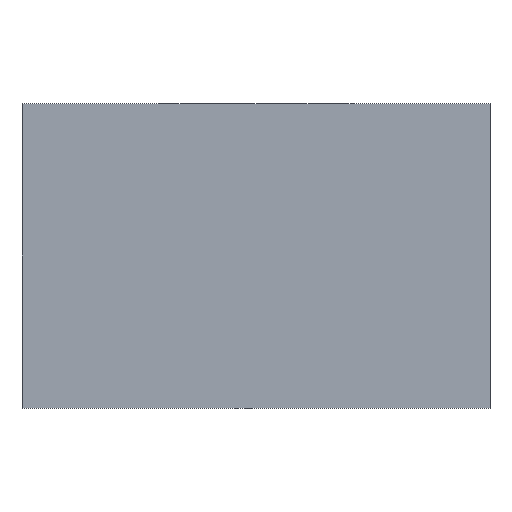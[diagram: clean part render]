
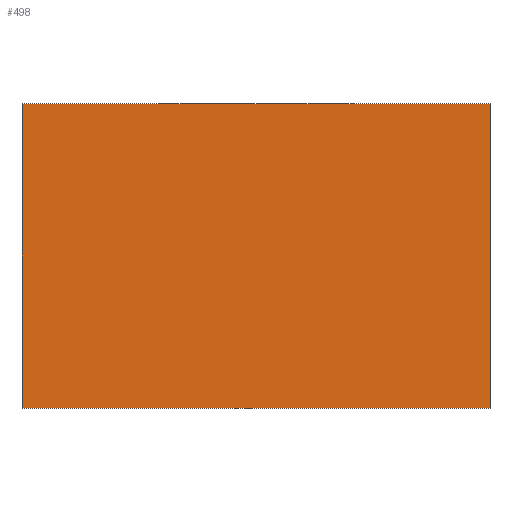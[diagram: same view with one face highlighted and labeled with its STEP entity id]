
A CAD part, front view. The second image highlights one B-rep face of the part: STEP entity #498.
In plain terms, the highlighted planar face has unit normal (0, -1, 0).
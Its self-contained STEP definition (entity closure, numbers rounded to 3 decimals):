
#32=PLANE('',#565);
#59=FACE_OUTER_BOUND('',#89,.T.);
#89=EDGE_LOOP('',(#456,#457,#458,#459));
#96=LINE('',#740,#140);
#107=LINE('',#782,#151);
#124=LINE('',#838,#168);
#132=LINE('',#858,#176);
#140=VECTOR('',#584,10.);
#151=VECTOR('',#623,10.);
#168=VECTOR('',#688,10.);
#176=VECTOR('',#712,10.);
#212=VERTEX_POINT('',#737);
#213=VERTEX_POINT('',#739);
#230=VERTEX_POINT('',#781);
#245=VERTEX_POINT('',#837);
#259=EDGE_CURVE('',#213,#212,#96,.T.);
#280=EDGE_CURVE('',#213,#230,#107,.T.);
#308=EDGE_CURVE('',#245,#212,#124,.T.);
#318=EDGE_CURVE('',#245,#230,#132,.T.);
#456=ORIENTED_EDGE('',*,*,#259,.T.);
#457=ORIENTED_EDGE('',*,*,#308,.F.);
#458=ORIENTED_EDGE('',*,*,#318,.T.);
#459=ORIENTED_EDGE('',*,*,#280,.F.);
#498=ADVANCED_FACE('',(#59),#32,.T.);
#565=AXIS2_PLACEMENT_3D('',#861,#716,#717);
#584=DIRECTION('',(0.,0.,1.));
#623=DIRECTION('',(-1.,0.,0.));
#688=DIRECTION('',(1.,0.,0.));
#712=DIRECTION('',(0.,0.,-1.));
#716=DIRECTION('center_axis',(0.,-1.,0.));
#717=DIRECTION('ref_axis',(1.,0.,0.));
#737=CARTESIAN_POINT('',(331.35,133.1,-103.6));
#739=CARTESIAN_POINT('',(331.35,133.1,-110.1));
#740=CARTESIAN_POINT('',(331.35,133.1,-106.6));
#781=CARTESIAN_POINT('',(321.35,133.1,-110.1));
#782=CARTESIAN_POINT('',(331.35,133.1,-110.1));
#837=CARTESIAN_POINT('',(321.35,133.1,-103.6));
#838=CARTESIAN_POINT('',(331.35,133.1,-103.6));
#858=CARTESIAN_POINT('',(321.35,133.1,-106.6));
#861=CARTESIAN_POINT('Origin',(321.35,133.1,-106.6));
